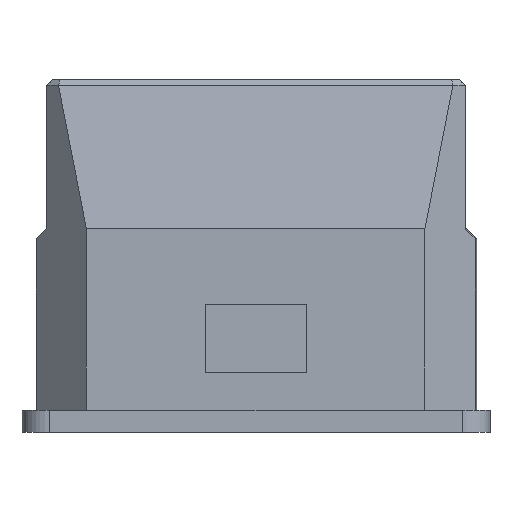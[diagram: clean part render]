
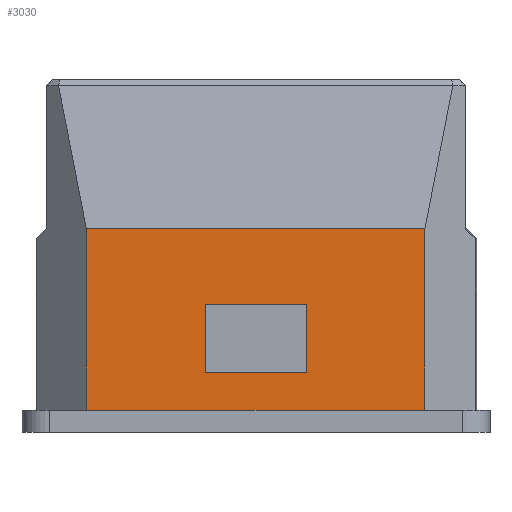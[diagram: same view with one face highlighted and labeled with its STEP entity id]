
A CAD part, front view. The second image highlights one B-rep face of the part: STEP entity #3030.
In plain terms, the highlighted planar face has unit normal (0, -1, 0).
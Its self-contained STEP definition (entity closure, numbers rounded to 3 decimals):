
#48=FACE_BOUND('',#389,.T.);
#222=FACE_OUTER_BOUND('',#388,.T.);
#388=EDGE_LOOP('',(#2611,#2612,#2613,#2614));
#389=EDGE_LOOP('',(#2615,#2616,#2617,#2618));
#432=LINE('',#4070,#820);
#443=LINE('',#4093,#831);
#449=LINE('',#4106,#837);
#452=LINE('',#4112,#840);
#455=LINE('',#4118,#843);
#458=LINE('',#4122,#846);
#673=LINE('',#4586,#1061);
#685=LINE('',#4626,#1073);
#820=VECTOR('',#3275,10.);
#831=VECTOR('',#3292,10.);
#837=VECTOR('',#3300,10.);
#840=VECTOR('',#3305,10.);
#843=VECTOR('',#3310,10.);
#846=VECTOR('',#3315,10.);
#1061=VECTOR('',#3710,10.);
#1073=VECTOR('',#3746,10.);
#1206=VERTEX_POINT('',#4067);
#1207=VERTEX_POINT('',#4069);
#1215=VERTEX_POINT('',#4090);
#1216=VERTEX_POINT('',#4092);
#1221=VERTEX_POINT('',#4103);
#1222=VERTEX_POINT('',#4105);
#1224=VERTEX_POINT('',#4111);
#1226=VERTEX_POINT('',#4117);
#1482=EDGE_CURVE('',#1207,#1206,#432,.T.);
#1493=EDGE_CURVE('',#1215,#1216,#443,.T.);
#1499=EDGE_CURVE('',#1222,#1221,#449,.T.);
#1502=EDGE_CURVE('',#1224,#1222,#452,.T.);
#1505=EDGE_CURVE('',#1226,#1224,#455,.T.);
#1508=EDGE_CURVE('',#1221,#1226,#458,.T.);
#1742=EDGE_CURVE('',#1216,#1206,#673,.T.);
#1763=EDGE_CURVE('',#1207,#1215,#685,.T.);
#2611=ORIENTED_EDGE('',*,*,#1763,.F.);
#2612=ORIENTED_EDGE('',*,*,#1482,.T.);
#2613=ORIENTED_EDGE('',*,*,#1742,.F.);
#2614=ORIENTED_EDGE('',*,*,#1493,.F.);
#2615=ORIENTED_EDGE('',*,*,#1499,.T.);
#2616=ORIENTED_EDGE('',*,*,#1508,.T.);
#2617=ORIENTED_EDGE('',*,*,#1505,.T.);
#2618=ORIENTED_EDGE('',*,*,#1502,.T.);
#2875=PLANE('',#3227);
#3030=ADVANCED_FACE('',(#222,#48),#2875,.T.);
#3227=AXIS2_PLACEMENT_3D('',#4788,#3933,#3934);
#3275=DIRECTION('',(0.,0.,1.));
#3292=DIRECTION('',(0.,0.,1.));
#3300=DIRECTION('',(-1.,0.,0.));
#3305=DIRECTION('',(0.,0.,-1.));
#3310=DIRECTION('',(1.,0.,0.));
#3315=DIRECTION('',(0.,0.,1.));
#3710=DIRECTION('',(1.,0.,0.));
#3746=DIRECTION('',(-1.,0.,0.));
#3933=DIRECTION('center_axis',(0.,-1.,0.));
#3934=DIRECTION('ref_axis',(1.,0.,0.));
#4067=CARTESIAN_POINT('',(30.687,-56.906,35.));
#4069=CARTESIAN_POINT('',(30.687,-56.906,2.));
#4070=CARTESIAN_POINT('',(30.687,-56.906,0.));
#4090=CARTESIAN_POINT('',(-30.815,-56.906,2.));
#4092=CARTESIAN_POINT('',(-30.815,-56.906,35.));
#4093=CARTESIAN_POINT('',(-30.815,-56.906,0.));
#4103=CARTESIAN_POINT('',(-9.25,-56.906,8.75));
#4105=CARTESIAN_POINT('',(9.25,-56.906,8.75));
#4106=CARTESIAN_POINT('',(-10.782,-56.906,8.75));
#4111=CARTESIAN_POINT('',(9.25,-56.906,21.25));
#4112=CARTESIAN_POINT('',(9.25,-56.906,10.625));
#4117=CARTESIAN_POINT('',(-9.25,-56.906,21.25));
#4118=CARTESIAN_POINT('',(-20.032,-56.906,21.25));
#4122=CARTESIAN_POINT('',(-9.25,-56.906,4.375));
#4586=CARTESIAN_POINT('',(30.687,-56.906,35.));
#4626=CARTESIAN_POINT('',(-15.407,-56.906,2.));
#4788=CARTESIAN_POINT('Origin',(-30.815,-56.906,0.));
